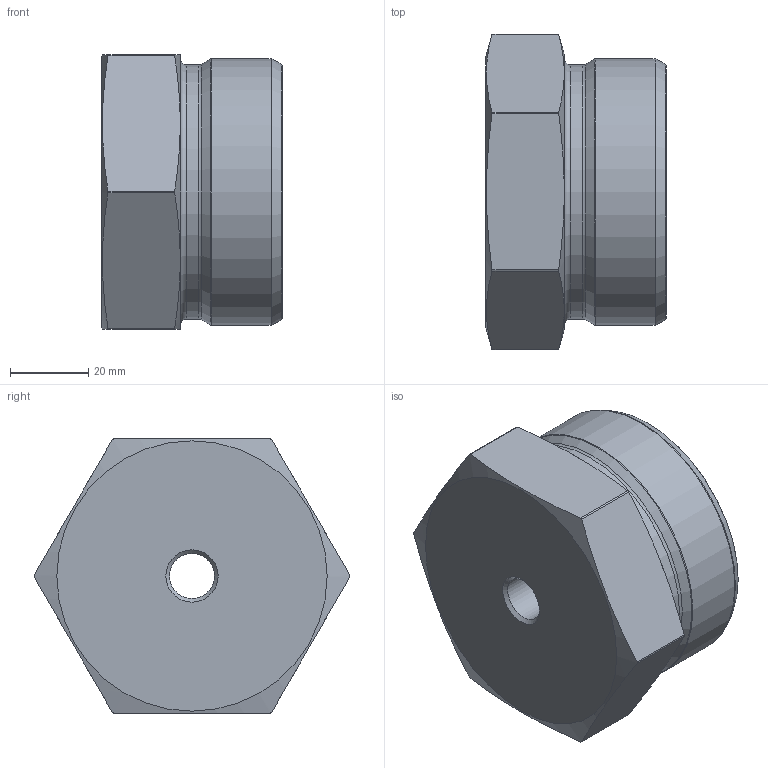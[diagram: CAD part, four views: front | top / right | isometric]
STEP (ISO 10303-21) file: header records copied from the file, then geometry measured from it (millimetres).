
FILE_DESCRIPTION(/* description */ (''),/* implementation_level */ '2;1');
FILE_NAME(/* name */ 'X-GEI507.stp',/* time_stamp */ '2025-01-13T09:37:22+01:00',/* author */ (''),/* organization */ (''),/* preprocessor_version */ 'ST-DEVELOPER v16',/* originating_system */ 'SIEMENS PLM Software NX 10.0',/* authorisation */ '');
FILE_SCHEMA (('CONFIG_CONTROL_DESIGN'));
Length unit declared in the file: millimetre
Products named in the file (1): X-GEI507
Bounding box: 46 x 80.57 x 70 mm (x, y, z)
Volume: 135962.1 mm3; surface area: 21933.2 mm2
Topology: 1 solids, 1 shells, 37 faces, 83 edges, 50 vertices
Faces by surface type: cone 11, plane 10, cylinder 10, torus 6
Full cylindrical faces by diameter (mm): 11.5 x1, 50.26 x1, 64.9 x1, 68 x1
Entity records: 1046 total; most frequent: CARTESIAN_POINT 214, DIRECTION 160, ORIENTED_EDGE 132, AXIS2_PLACEMENT_3D 74, EDGE_CURVE 66, EDGE_LOOP 56, VERTEX_POINT 48, FACE_BOUND 38
